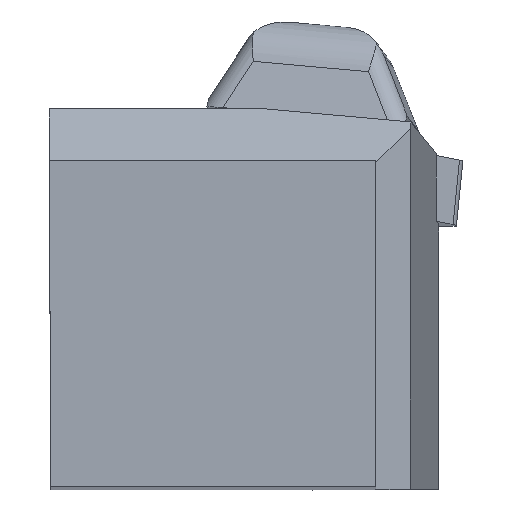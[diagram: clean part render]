
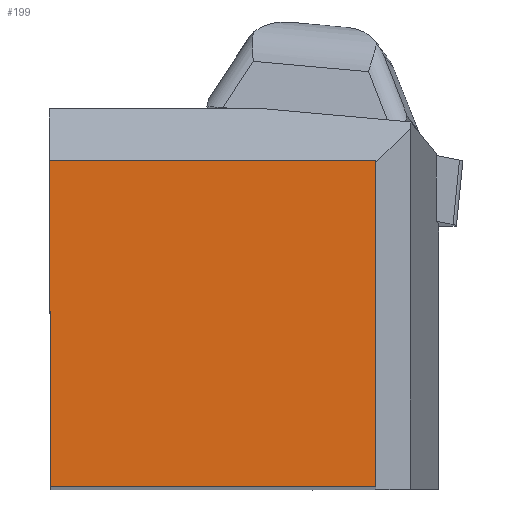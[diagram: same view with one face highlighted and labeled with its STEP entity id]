
A CAD part, top view. The second image highlights one B-rep face of the part: STEP entity #199.
In plain terms, the highlighted planar face has unit normal (0, 0, 1).
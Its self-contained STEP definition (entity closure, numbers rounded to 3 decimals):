
#138=FACE_OUTER_BOUND('',#575,.T.);
#199=ADVANCED_FACE('BLANK_BOXF006',(#138),#254,.F.);
#254=PLANE('',#1362);
#335=LINE('',#1960,#463);
#336=LINE('',#1963,#464);
#337=LINE('',#1965,#465);
#338=LINE('',#1967,#466);
#463=VECTOR('',#1557,1.);
#464=VECTOR('',#1558,1.);
#465=VECTOR('',#1559,1.);
#466=VECTOR('',#1560,1.);
#575=EDGE_LOOP('',(#721,#722,#723,#724));
#721=ORIENTED_EDGE('',*,*,#1131,.T.);
#722=ORIENTED_EDGE('',*,*,#1132,.T.);
#723=ORIENTED_EDGE('',*,*,#1133,.T.);
#724=ORIENTED_EDGE('',*,*,#1134,.T.);
#1005=VERTEX_POINT('',#1961);
#1006=VERTEX_POINT('',#1962);
#1007=VERTEX_POINT('',#1964);
#1008=VERTEX_POINT('',#1966);
#1131=EDGE_CURVE('',#1005,#1006,#335,.T.);
#1132=EDGE_CURVE('',#1006,#1007,#336,.T.);
#1133=EDGE_CURVE('',#1007,#1008,#337,.T.);
#1134=EDGE_CURVE('',#1008,#1005,#338,.T.);
#1362=AXIS2_PLACEMENT_3D('',#1968,#1561,#1562);
#1557=DIRECTION('',(0.,1.,0.));
#1558=DIRECTION('',(-1.,0.,0.));
#1559=DIRECTION('',(0.004,-1.,0.));
#1560=DIRECTION('',(1.,0.,0.));
#1561=DIRECTION('',(0.,0.,-1.));
#1562=DIRECTION('',(1.,0.,0.));
#1960=CARTESIAN_POINT('',(31.85,-190.35,0.));
#1961=CARTESIAN_POINT('',(31.85,0.,0.));
#1962=CARTESIAN_POINT('',(31.85,31.85,0.));
#1963=CARTESIAN_POINT('',(190.35,31.85,0.));
#1964=CARTESIAN_POINT('',(0.,31.85,0.));
#1965=CARTESIAN_POINT('',(-0.692,190.348,0.));
#1966=CARTESIAN_POINT('',(0.139,0.,0.));
#1967=CARTESIAN_POINT('',(-190.35,0.,0.));
#1968=CARTESIAN_POINT('',(59.35,-5.,0.));
